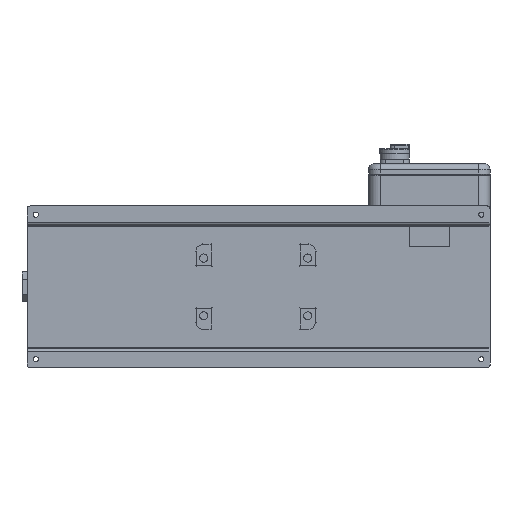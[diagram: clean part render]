
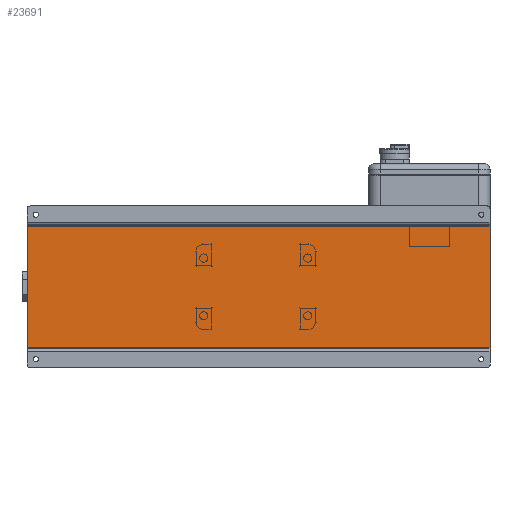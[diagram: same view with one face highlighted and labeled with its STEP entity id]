
A CAD part, front view. The second image highlights one B-rep face of the part: STEP entity #23691.
In plain terms, the highlighted planar face has unit normal (0, -1, 0).
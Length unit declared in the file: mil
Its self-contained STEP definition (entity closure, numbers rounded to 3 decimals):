
#208 = CARTESIAN_POINT ( 'NONE',  ( -15551.181, -433.071, -4133.858 ) ) ;
#1957 = DIRECTION ( 'NONE',  ( -1., 0., 0. ) ) ;
#3972 = LINE ( 'NONE', #26607, #64893 ) ;
#6864 = DIRECTION ( 'NONE',  ( 0., 0., -1. ) ) ;
#8343 = LINE ( 'NONE', #42864, #45934 ) ;
#9256 = VECTOR ( 'NONE', #6864, 39370.079 ) ;
#9425 = DIRECTION ( 'NONE',  ( 0., 0., -1. ) ) ;
#9936 = ORIENTED_EDGE ( 'NONE', *, *, #11671, .F. ) ;
#10737 = EDGE_CURVE ( 'NONE', #50983, #44901, #8343, .T. ) ;
#11671 = EDGE_CURVE ( 'NONE', #54348, #44901, #3972, .T. ) ;
#19524 = VECTOR ( 'NONE', #1957, 39370.079 ) ;
#21941 = FACE_OUTER_BOUND ( 'NONE', #72557, .T. ) ;
#23691 = ADVANCED_FACE ( 'NONE', ( #21941 ), #44211, .F. ) ;
#24217 = CARTESIAN_POINT ( 'NONE',  ( 15944.882, -433.071, 4133.858 ) ) ;
#26607 = CARTESIAN_POINT ( 'NONE',  ( 15944.882, -433.071, -4133.858 ) ) ;
#27145 = DIRECTION ( 'NONE',  ( 0., 1., 0. ) ) ;
#30244 = LINE ( 'NONE', #68138, #9256 ) ;
#30566 = ORIENTED_EDGE ( 'NONE', *, *, #52260, .T. ) ;
#37335 = VERTEX_POINT ( 'NONE', #57361 ) ;
#41135 = EDGE_CURVE ( 'NONE', #37335, #54348, #30244, .T. ) ;
#42016 = LINE ( 'NONE', #24217, #19524 ) ;
#42864 = CARTESIAN_POINT ( 'NONE',  ( -15551.181, -433.071, -4133.858 ) ) ;
#43665 = DIRECTION ( 'NONE',  ( -1., 0., 0. ) ) ;
#44211 = PLANE ( 'NONE',  #47355 ) ;
#44730 = ORIENTED_EDGE ( 'NONE', *, *, #10737, .T. ) ;
#44901 = VERTEX_POINT ( 'NONE', #208 ) ;
#45934 = VECTOR ( 'NONE', #9425, 39370.079 ) ;
#47355 = AXIS2_PLACEMENT_3D ( 'NONE', #54956, #27145, #67616 ) ;
#47695 = CARTESIAN_POINT ( 'NONE',  ( 15944.882, -433.071, -4133.858 ) ) ;
#50983 = VERTEX_POINT ( 'NONE', #63530 ) ;
#52260 = EDGE_CURVE ( 'NONE', #37335, #50983, #42016, .T. ) ;
#54348 = VERTEX_POINT ( 'NONE', #47695 ) ;
#54956 = CARTESIAN_POINT ( 'NONE',  ( 15944.882, -433.071, -4133.858 ) ) ;
#57361 = CARTESIAN_POINT ( 'NONE',  ( 15944.882, -433.071, 4133.858 ) ) ;
#63530 = CARTESIAN_POINT ( 'NONE',  ( -15551.181, -433.071, 4133.858 ) ) ;
#63795 = ORIENTED_EDGE ( 'NONE', *, *, #41135, .F. ) ;
#64893 = VECTOR ( 'NONE', #43665, 39370.079 ) ;
#67616 = DIRECTION ( 'NONE',  ( 1., 0., 0. ) ) ;
#68138 = CARTESIAN_POINT ( 'NONE',  ( 15944.882, -433.071, 4133.858 ) ) ;
#72557 = EDGE_LOOP ( 'NONE', ( #44730, #9936, #63795, #30566 ) ) ;
